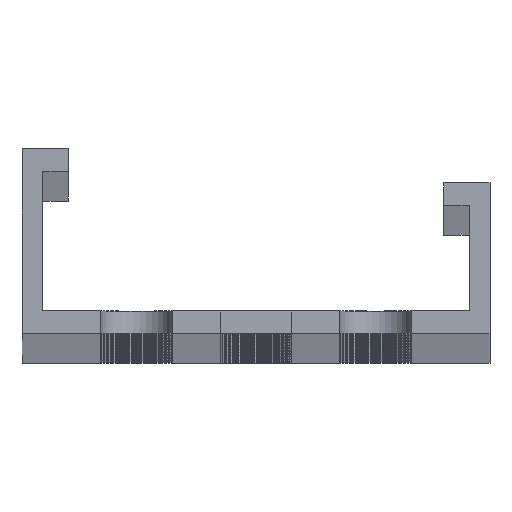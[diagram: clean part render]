
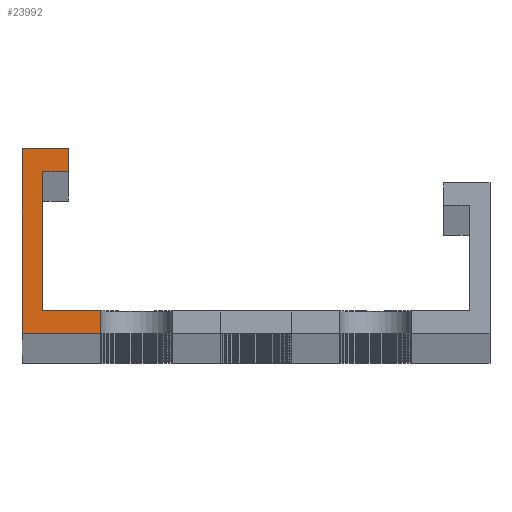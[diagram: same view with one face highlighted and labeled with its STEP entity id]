
A CAD part, top view. The second image highlights one B-rep face of the part: STEP entity #23992.
In plain terms, the highlighted planar face has unit normal (0, 0, 1).
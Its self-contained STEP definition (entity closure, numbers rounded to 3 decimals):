
#5561=DIRECTION('',(0.,1.,0.));
#5562=VECTOR('',#5561,1.32);
#5563=CARTESIAN_POINT('',(-9.09,-0.01,1000.01));
#5564=LINE('',#5563,#5562);
#5565=DIRECTION('',(1.,0.,0.));
#5566=VECTOR('',#5565,4.62);
#5567=CARTESIAN_POINT('',(-13.71,-0.01,1000.01));
#5568=LINE('',#5567,#5566);
#5569=DIRECTION('',(0.,-1.,0.));
#5570=VECTOR('',#5569,10.82);
#5571=CARTESIAN_POINT('',(-13.71,10.81,1000.01));
#5572=LINE('',#5571,#5570);
#5573=DIRECTION('',(-1.,0.,0.));
#5574=VECTOR('',#5573,2.72);
#5575=CARTESIAN_POINT('',(-10.99,10.81,1000.01));
#5576=LINE('',#5575,#5574);
#5577=DIRECTION('',(0.,1.,0.));
#5578=VECTOR('',#5577,1.32);
#5579=CARTESIAN_POINT('',(-10.99,9.49,1000.01));
#5580=LINE('',#5579,#5578);
#5581=DIRECTION('',(1.,0.,0.));
#5582=VECTOR('',#5581,1.5);
#5583=CARTESIAN_POINT('',(-12.49,9.49,1000.01));
#5584=LINE('',#5583,#5582);
#5585=DIRECTION('',(0.,1.,0.));
#5586=VECTOR('',#5585,8.18);
#5587=CARTESIAN_POINT('',(-12.49,1.31,1000.01));
#5588=LINE('',#5587,#5586);
#5589=DIRECTION('',(-1.,0.,0.));
#5590=VECTOR('',#5589,3.4);
#5591=CARTESIAN_POINT('',(-9.09,1.31,1000.01));
#5592=LINE('',#5591,#5590);
#15865=CARTESIAN_POINT('',(-10.99,10.81,1000.01));
#15866=CARTESIAN_POINT('',(-13.71,10.81,1000.01));
#15867=VERTEX_POINT('',#15865);
#15868=VERTEX_POINT('',#15866);
#15869=CARTESIAN_POINT('',(-13.71,-0.01,1000.01));
#15870=VERTEX_POINT('',#15869);
#15883=CARTESIAN_POINT('',(-12.49,1.31,1000.01));
#15884=CARTESIAN_POINT('',(-12.49,9.49,1000.01));
#15885=VERTEX_POINT('',#15883);
#15886=VERTEX_POINT('',#15884);
#15887=CARTESIAN_POINT('',(-10.99,9.49,1000.01));
#15888=VERTEX_POINT('',#15887);
#15901=CARTESIAN_POINT('',(-9.09,-0.01,1000.01));
#15902=CARTESIAN_POINT('',(-9.09,1.31,1000.01));
#15903=VERTEX_POINT('',#15901);
#15904=VERTEX_POINT('',#15902);
#23971=CARTESIAN_POINT('',(0.,0.,1000.01));
#23972=DIRECTION('',(0.,0.,1.));
#23973=DIRECTION('',(1.,0.,0.));
#23974=AXIS2_PLACEMENT_3D('',#23971,#23972,#23973);
#23975=PLANE('',#23974);
#23976=ORIENTED_EDGE('',*,*,#23962,.F.);
#23977=ORIENTED_EDGE('',*,*,#20779,.F.);
#23979=ORIENTED_EDGE('',*,*,#23978,.F.);
#23981=ORIENTED_EDGE('',*,*,#23980,.F.);
#23983=ORIENTED_EDGE('',*,*,#23982,.F.);
#23985=ORIENTED_EDGE('',*,*,#23984,.F.);
#23987=ORIENTED_EDGE('',*,*,#23986,.F.);
#23989=ORIENTED_EDGE('',*,*,#23988,.F.);
#23990=EDGE_LOOP('',(#23976,#23977,#23979,#23981,#23983,#23985,#23987,#23989));
#23991=FACE_OUTER_BOUND('',#23990,.F.);
#23992=ADVANCED_FACE('',(#23991),#23975,.T.);
#20779=EDGE_CURVE('',#15870,#15903,#5568,.T.);
#23962=EDGE_CURVE('',#15903,#15904,#5564,.T.);
#23978=EDGE_CURVE('',#15868,#15870,#5572,.T.);
#23980=EDGE_CURVE('',#15867,#15868,#5576,.T.);
#23982=EDGE_CURVE('',#15888,#15867,#5580,.T.);
#23984=EDGE_CURVE('',#15886,#15888,#5584,.T.);
#23986=EDGE_CURVE('',#15885,#15886,#5588,.T.);
#23988=EDGE_CURVE('',#15904,#15885,#5592,.T.);
